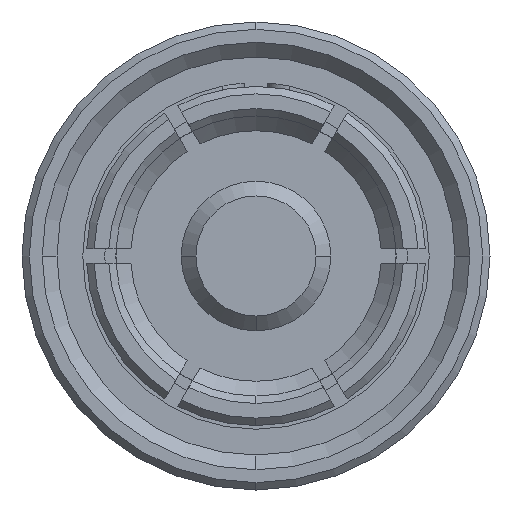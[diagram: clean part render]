
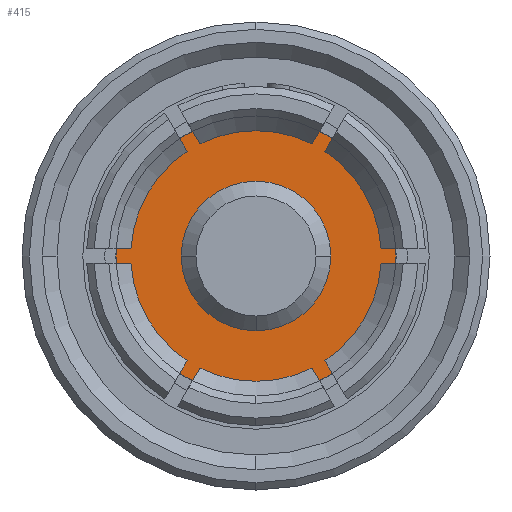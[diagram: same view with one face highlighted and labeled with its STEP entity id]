
A CAD part, left-side view. The second image highlights one B-rep face of the part: STEP entity #415.
In plain terms, the highlighted planar face has unit normal (-1, 0, 0).
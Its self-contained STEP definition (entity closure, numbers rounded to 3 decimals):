
#311 = DIRECTION ( 'NONE',  ( 1., 0., 0. ) ) ;
#415 = ADVANCED_FACE ( 'NONE', ( #4212, #1851 ), #3304, .T. ) ;
#555 = CIRCLE ( 'NONE', #2746, 1.9 ) ;
#640 = CARTESIAN_POINT ( 'NONE',  ( 5.1, 0., 0. ) ) ;
#741 = EDGE_CURVE ( 'NONE', #6144, #1102, #3587, .T. ) ;
#906 = ORIENTED_EDGE ( 'NONE', *, *, #5341, .F. ) ;
#1102 = VERTEX_POINT ( 'NONE', #2369 ) ;
#1209 = ORIENTED_EDGE ( 'NONE', *, *, #2397, .F. ) ;
#1374 = CARTESIAN_POINT ( 'NONE',  ( 5.1, 0., 0. ) ) ;
#1385 = DIRECTION ( 'NONE',  ( 0., 0., 1. ) ) ;
#1578 = ORIENTED_EDGE ( 'NONE', *, *, #4441, .T. ) ;
#1851 = FACE_OUTER_BOUND ( 'NONE', #5367, .T. ) ;
#2162 = CIRCLE ( 'NONE', #2956, 1.015 ) ;
#2208 = DIRECTION ( 'NONE',  ( 0., 1., 0. ) ) ;
#2369 = CARTESIAN_POINT ( 'NONE',  ( 5.1, -1.9, 0. ) ) ;
#2397 = EDGE_CURVE ( 'NONE', #2516, #5030, #2916, .T. ) ;
#2516 = VERTEX_POINT ( 'NONE', #4502 ) ;
#2746 = AXIS2_PLACEMENT_3D ( 'NONE', #1374, #3340, #3229 ) ;
#2916 = CIRCLE ( 'NONE', #5620, 1.015 ) ;
#2956 = AXIS2_PLACEMENT_3D ( 'NONE', #640, #4401, #3937 ) ;
#3229 = DIRECTION ( 'NONE',  ( 0., 1., 0. ) ) ;
#3304 = PLANE ( 'NONE',  #5882 ) ;
#3340 = DIRECTION ( 'NONE',  ( -1., 0., 0. ) ) ;
#3413 = DIRECTION ( 'NONE',  ( 0., -1., 0. ) ) ;
#3466 = EDGE_LOOP ( 'NONE', ( #1209, #906 ) ) ;
#3587 = CIRCLE ( 'NONE', #5091, 1.9 ) ;
#3891 = CARTESIAN_POINT ( 'NONE',  ( 5.1, 1.9, 0. ) ) ;
#3917 = DIRECTION ( 'NONE',  ( -1., 0., 0. ) ) ;
#3937 = DIRECTION ( 'NONE',  ( 0., 1., 0. ) ) ;
#4212 = FACE_BOUND ( 'NONE', #3466, .T. ) ;
#4380 = CARTESIAN_POINT ( 'NONE',  ( 5.1, 0., 0. ) ) ;
#4401 = DIRECTION ( 'NONE',  ( -1., 0., 0. ) ) ;
#4441 = EDGE_CURVE ( 'NONE', #6144, #1102, #555, .T. ) ;
#4453 = ORIENTED_EDGE ( 'NONE', *, *, #741, .F. ) ;
#4502 = CARTESIAN_POINT ( 'NONE',  ( 5.1, -1.015, 0. ) ) ;
#4943 = CARTESIAN_POINT ( 'NONE',  ( 5.1, 0., 0. ) ) ;
#5030 = VERTEX_POINT ( 'NONE', #5385 ) ;
#5091 = AXIS2_PLACEMENT_3D ( 'NONE', #4943, #311, #2208 ) ;
#5341 = EDGE_CURVE ( 'NONE', #5030, #2516, #2162, .T. ) ;
#5367 = EDGE_LOOP ( 'NONE', ( #1578, #4453 ) ) ;
#5385 = CARTESIAN_POINT ( 'NONE',  ( 5.1, 1.015, 0. ) ) ;
#5619 = DIRECTION ( 'NONE',  ( -1., 0., 0. ) ) ;
#5620 = AXIS2_PLACEMENT_3D ( 'NONE', #4380, #3917, #3413 ) ;
#5653 = CARTESIAN_POINT ( 'NONE',  ( 5.1, 0., 0. ) ) ;
#5882 = AXIS2_PLACEMENT_3D ( 'NONE', #5653, #5619, #1385 ) ;
#6144 = VERTEX_POINT ( 'NONE', #3891 ) ;
